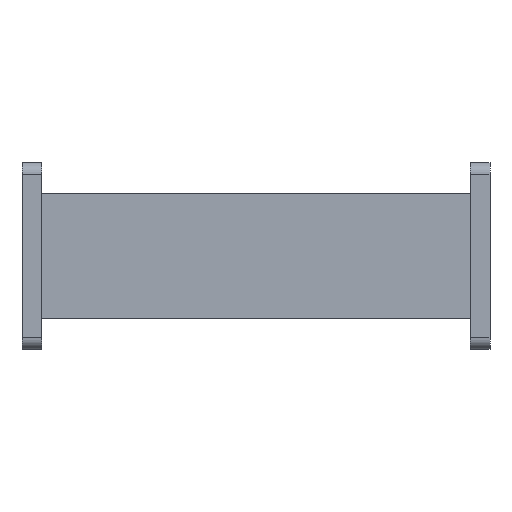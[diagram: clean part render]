
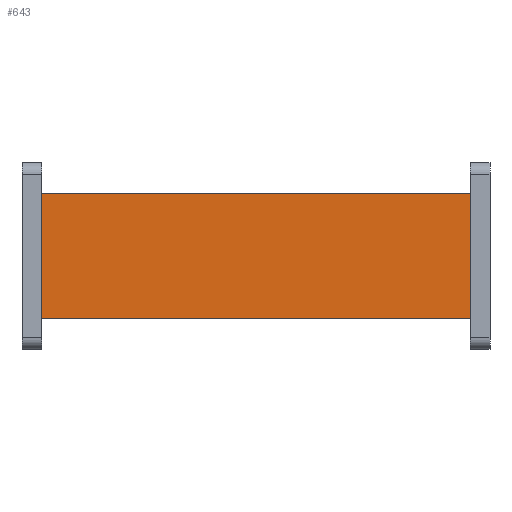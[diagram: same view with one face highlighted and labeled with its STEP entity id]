
A CAD part, front view. The second image highlights one B-rep face of the part: STEP entity #643.
In plain terms, the highlighted planar face has unit normal (0, -1, 0).
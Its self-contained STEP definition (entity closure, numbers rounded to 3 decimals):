
#8 = DIRECTION ( 'NONE',  ( 0., 0., 1. ) ) ;
#15 = CARTESIAN_POINT ( 'NONE',  ( -55., -8., 15.939 ) ) ;
#74 = VECTOR ( 'NONE', #8, 1000. ) ;
#156 = CARTESIAN_POINT ( 'NONE',  ( -55., -8., -15.939 ) ) ;
#169 = PLANE ( 'NONE',  #821 ) ;
#228 = LINE ( 'NONE', #573, #1183 ) ;
#262 = CARTESIAN_POINT ( 'NONE',  ( 55., -8., -15.939 ) ) ;
#323 = CARTESIAN_POINT ( 'NONE',  ( -60.002, -8., -15.939 ) ) ;
#341 = EDGE_CURVE ( 'NONE', #661, #1410, #709, .T. ) ;
#356 = CARTESIAN_POINT ( 'NONE',  ( 55., -8., 15.939 ) ) ;
#424 = VERTEX_POINT ( 'NONE', #704 ) ;
#439 = EDGE_CURVE ( 'NONE', #1410, #424, #228, .T. ) ;
#497 = ORIENTED_EDGE ( 'NONE', *, *, #341, .F. ) ;
#516 = CARTESIAN_POINT ( 'NONE',  ( -55., -8., 15.939 ) ) ;
#573 = CARTESIAN_POINT ( 'NONE',  ( -60.002, -8., 15.939 ) ) ;
#619 = CARTESIAN_POINT ( 'NONE',  ( -60.002, -8., 15.939 ) ) ;
#643 = ADVANCED_FACE ( 'NONE', ( #1200 ), #169, .T. ) ;
#661 = VERTEX_POINT ( 'NONE', #156 ) ;
#704 = CARTESIAN_POINT ( 'NONE',  ( 55., -8., 15.94 ) ) ;
#709 = LINE ( 'NONE', #15, #888 ) ;
#720 = ORIENTED_EDGE ( 'NONE', *, *, #741, .T. ) ;
#721 = DIRECTION ( 'NONE',  ( 0., 0., 1. ) ) ;
#741 = EDGE_CURVE ( 'NONE', #661, #1033, #1224, .T. ) ;
#821 = AXIS2_PLACEMENT_3D ( 'NONE', #619, #948, #1317 ) ;
#885 = VECTOR ( 'NONE', #1131, 1000. ) ;
#888 = VECTOR ( 'NONE', #721, 1000. ) ;
#904 = EDGE_LOOP ( 'NONE', ( #497, #720, #1398, #1138 ) ) ;
#905 = EDGE_CURVE ( 'NONE', #1033, #424, #1490, .T. ) ;
#913 = DIRECTION ( 'NONE',  ( 1., 0., 0. ) ) ;
#948 = DIRECTION ( 'NONE',  ( 0., -1., 0. ) ) ;
#1033 = VERTEX_POINT ( 'NONE', #262 ) ;
#1131 = DIRECTION ( 'NONE',  ( 1., 0., 0. ) ) ;
#1138 = ORIENTED_EDGE ( 'NONE', *, *, #439, .F. ) ;
#1183 = VECTOR ( 'NONE', #913, 1000. ) ;
#1200 = FACE_OUTER_BOUND ( 'NONE', #904, .T. ) ;
#1224 = LINE ( 'NONE', #323, #885 ) ;
#1317 = DIRECTION ( 'NONE',  ( 0., 0., -1. ) ) ;
#1398 = ORIENTED_EDGE ( 'NONE', *, *, #905, .T. ) ;
#1410 = VERTEX_POINT ( 'NONE', #516 ) ;
#1490 = LINE ( 'NONE', #356, #74 ) ;
